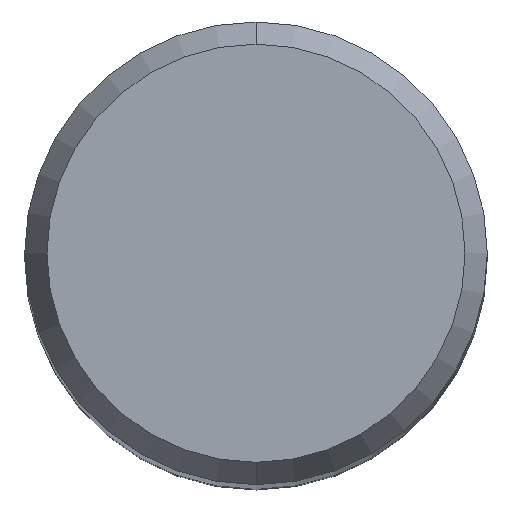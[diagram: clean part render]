
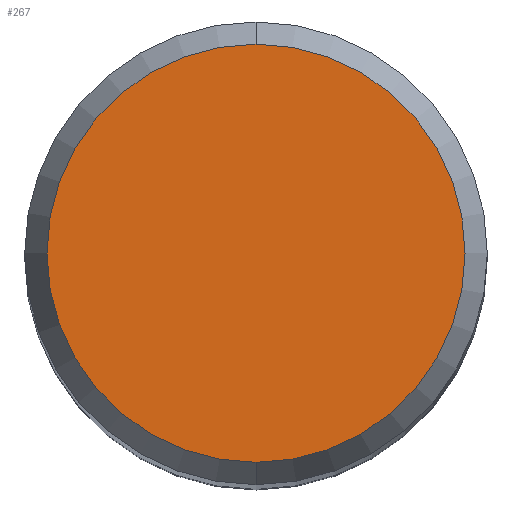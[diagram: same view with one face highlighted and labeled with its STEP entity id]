
A CAD part, top view. The second image highlights one B-rep face of the part: STEP entity #267.
In plain terms, the highlighted planar face has unit normal (0, 0, 1).
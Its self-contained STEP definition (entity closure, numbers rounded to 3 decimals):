
#151=EDGE_CURVE('',#359,#153,#402,.T.);
#153=VERTEX_POINT('',#404);
#267=ADVANCED_FACE('',(#527),#528,.T.);
#321=EDGE_CURVE('',#153,#359,#587,.T.);
#359=VERTEX_POINT('',#628);
#402=CIRCLE('',#671,4.304);
#404=CARTESIAN_POINT('',(0.,-4.304,0.0));
#527=FACE_OUTER_BOUND('',#965,.T.);
#528=PLANE('',#966);
#587=CIRCLE('',#1109,4.304);
#628=CARTESIAN_POINT('',(0.0,4.304,0.0));
#671=AXIS2_PLACEMENT_3D('',#1248,#1249,#1250);
#965=EDGE_LOOP('',(#1359,#1360));
#966=AXIS2_PLACEMENT_3D('',#1361,#1362,#1363);
#1109=AXIS2_PLACEMENT_3D('',#1423,#1424,#1425);
#1248=CARTESIAN_POINT('',(0.0,0.0,0.0));
#1249=DIRECTION('',(0.0,0.0,-1.0));
#1250=DIRECTION('',(0.0,1.0,0.0));
#1359=ORIENTED_EDGE('',*,*,#151,.F.);
#1360=ORIENTED_EDGE('',*,*,#321,.F.);
#1361=CARTESIAN_POINT('',(0.0,2.152,0.0));
#1362=DIRECTION('',(-0.0,0.0,1.0));
#1363=DIRECTION('',(0.0,-1.0,0.0));
#1423=CARTESIAN_POINT('',(0.0,0.0,0.0));
#1424=DIRECTION('',(0.0,0.0,-1.0));
#1425=DIRECTION('',(0.0,1.0,0.0));
